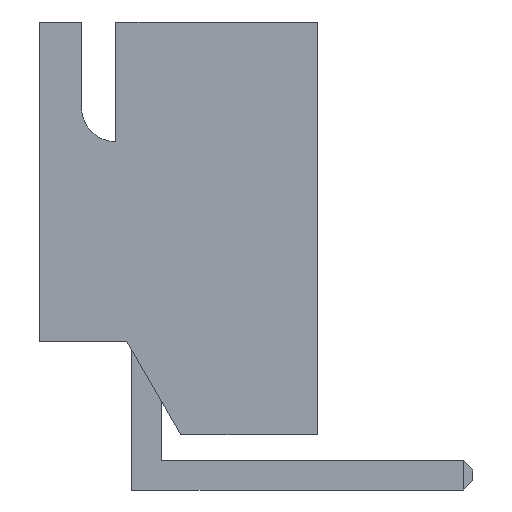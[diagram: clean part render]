
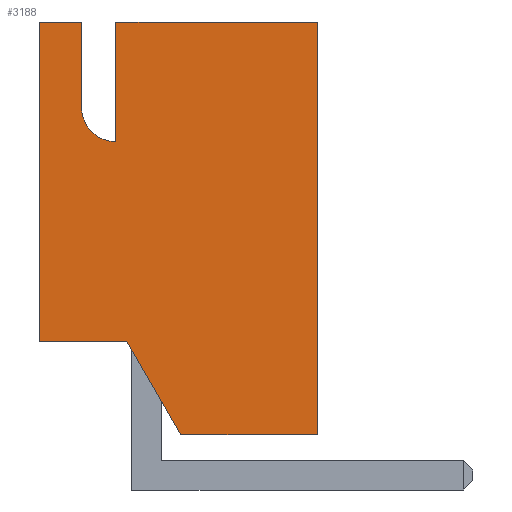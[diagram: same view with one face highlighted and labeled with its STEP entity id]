
A CAD part, left-side view. The second image highlights one B-rep face of the part: STEP entity #3188.
In plain terms, the highlighted planar face has unit normal (-1, 0, 0).
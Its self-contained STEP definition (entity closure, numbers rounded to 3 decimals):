
#32=CIRCLE('',#3383,0.754);
#202=FACE_OUTER_BOUND('',#382,.T.);
#382=EDGE_LOOP('',(#2359,#2360,#2361,#2362,#2363,#2364,#2365,#2366,#2367,
#2368));
#674=LINE('',#4647,#1102);
#692=LINE('',#4683,#1120);
#695=LINE('',#4688,#1123);
#696=LINE('',#4691,#1124);
#697=LINE('',#4693,#1125);
#698=LINE('',#4697,#1126);
#699=LINE('',#4699,#1127);
#700=LINE('',#4701,#1128);
#701=LINE('',#4702,#1129);
#1102=VECTOR('',#3784,10.);
#1120=VECTOR('',#3812,10.);
#1123=VECTOR('',#3817,10.);
#1124=VECTOR('',#3820,4.068);
#1125=VECTOR('',#3821,2.62);
#1126=VECTOR('',#3824,1.866);
#1127=VECTOR('',#3825,0.928);
#1128=VECTOR('',#3826,7.);
#1129=VECTOR('',#3827,5.75);
#1482=VERTEX_POINT('',#4645);
#1483=VERTEX_POINT('',#4646);
#1496=VERTEX_POINT('',#4682);
#1497=VERTEX_POINT('',#4686);
#1498=VERTEX_POINT('',#4690);
#1499=VERTEX_POINT('',#4692);
#1500=VERTEX_POINT('',#4694);
#1501=VERTEX_POINT('',#4696);
#1502=VERTEX_POINT('',#4698);
#1503=VERTEX_POINT('',#4700);
#1802=EDGE_CURVE('',#1482,#1483,#674,.T.);
#1820=EDGE_CURVE('',#1483,#1496,#692,.T.);
#1823=EDGE_CURVE('',#1496,#1497,#695,.T.);
#1824=EDGE_CURVE('',#1498,#1482,#696,.T.);
#1825=EDGE_CURVE('',#1499,#1498,#697,.T.);
#1826=EDGE_CURVE('',#1500,#1499,#32,.T.);
#1827=EDGE_CURVE('',#1501,#1500,#698,.T.);
#1828=EDGE_CURVE('',#1502,#1501,#699,.T.);
#1829=EDGE_CURVE('',#1502,#1503,#700,.T.);
#1830=EDGE_CURVE('',#1503,#1497,#701,.T.);
#2359=ORIENTED_EDGE('',*,*,#1824,.F.);
#2360=ORIENTED_EDGE('',*,*,#1825,.F.);
#2361=ORIENTED_EDGE('',*,*,#1826,.F.);
#2362=ORIENTED_EDGE('',*,*,#1827,.F.);
#2363=ORIENTED_EDGE('',*,*,#1828,.F.);
#2364=ORIENTED_EDGE('',*,*,#1829,.T.);
#2365=ORIENTED_EDGE('',*,*,#1830,.T.);
#2366=ORIENTED_EDGE('',*,*,#1823,.F.);
#2367=ORIENTED_EDGE('',*,*,#1820,.F.);
#2368=ORIENTED_EDGE('',*,*,#1802,.F.);
#3012=PLANE('',#3382);
#3188=ADVANCED_FACE('',(#202),#3012,.F.);
#3382=AXIS2_PLACEMENT_3D('',#4689,#3818,#3819);
#3383=AXIS2_PLACEMENT_3D('',#4695,#3822,#3823);
#3784=DIRECTION('',(0.,0.,-1.));
#3812=DIRECTION('',(0.,1.,0.));
#3817=DIRECTION('',(0.,0.5,0.866));
#3818=DIRECTION('center_axis',(1.,0.,0.));
#3819=DIRECTION('ref_axis',(0.,1.,0.));
#3820=DIRECTION('',(0.,-1.,0.));
#3821=DIRECTION('',(0.,0.,1.));
#3822=DIRECTION('center_axis',(-1.,0.,0.));
#3823=DIRECTION('ref_axis',(0.,1.,0.));
#3824=DIRECTION('',(0.,0.,-1.));
#3825=DIRECTION('',(0.,-1.,0.));
#3826=DIRECTION('',(0.,0.,-1.));
#3827=DIRECTION('',(0.,-1.,0.));
#4645=CARTESIAN_POINT('',(0.,0.,7.));
#4646=CARTESIAN_POINT('',(0.,0.,-2.045));
#4647=CARTESIAN_POINT('',(0.,0.,7.));
#4682=CARTESIAN_POINT('',(0.,3.,-2.045));
#4683=CARTESIAN_POINT('',(0.,0.,-2.045));
#4686=CARTESIAN_POINT('',(0.,4.18,0.));
#4688=CARTESIAN_POINT('',(0.,3.,-2.045));
#4689=CARTESIAN_POINT('Origin',(0.,0.35,7.));
#4690=CARTESIAN_POINT('',(0.,4.418,7.));
#4691=CARTESIAN_POINT('',(0.,4.418,7.));
#4692=CARTESIAN_POINT('',(0.,4.418,4.38));
#4693=CARTESIAN_POINT('',(0.,4.418,4.38));
#4694=CARTESIAN_POINT('',(0.,5.172,5.134));
#4695=CARTESIAN_POINT('Origin',(0.,4.418,5.134));
#4696=CARTESIAN_POINT('',(0.,5.172,7.));
#4697=CARTESIAN_POINT('',(0.,5.172,7.));
#4698=CARTESIAN_POINT('',(0.,6.1,7.));
#4699=CARTESIAN_POINT('',(0.,6.1,7.));
#4700=CARTESIAN_POINT('',(0.,6.1,0.));
#4701=CARTESIAN_POINT('',(0.,6.1,7.));
#4702=CARTESIAN_POINT('',(0.,6.1,0.));
